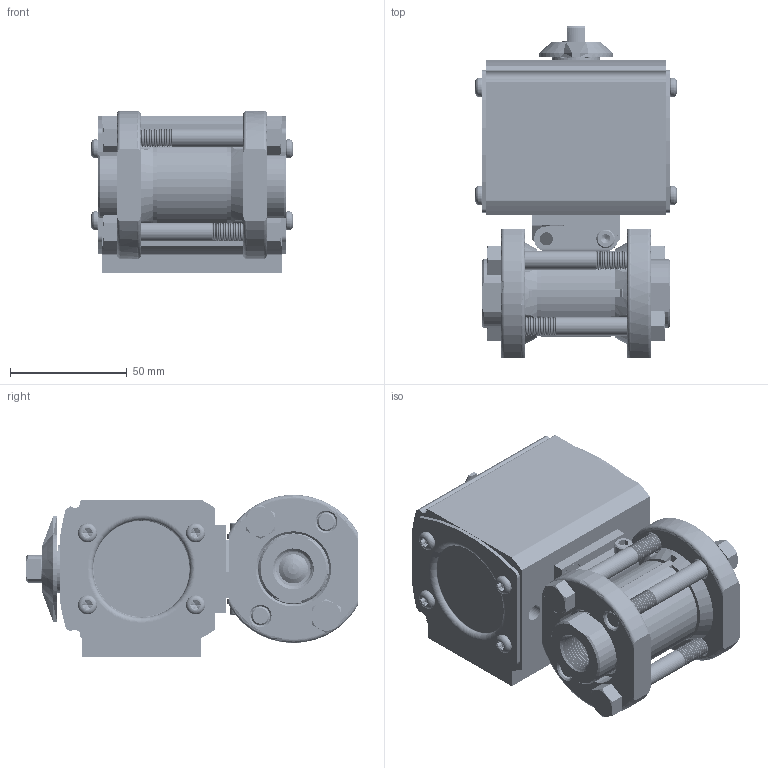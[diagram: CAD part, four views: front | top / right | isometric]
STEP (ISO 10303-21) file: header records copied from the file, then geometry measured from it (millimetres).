
FILE_DESCRIPTION (( 'STEP AP203' ), '1' );
FILE_NAME ('27XXSEFA512D.step', '2018-09-05T12:27:42', ( '' ), ( '' ), 'SwSTEP 2.0', 'SolidWorks 2018', '' );
FILE_SCHEMA (( 'CONFIG_CONTROL_DESIGN' ));
Products named in the file (1): 27XXSEFA512D
Bounding box: 86.49 x 142.33 x 69.6 mm (x, y, z)
Volume: 357467.9 mm3; surface area: 139616 mm2
Topology: 36 solids, 36 shells, 3017 faces, 8273 edges, 5343 vertices
Faces by surface type: cylinder 1467, cone 874, plane 476, torus 116, bspline 82, sphere 2
Entity records: 133473 total; most frequent: CARTESIAN_POINT 60193, ORIENTED_EDGE 16294, DIRECTION 14895, EDGE_CURVE 8147, AXIS2_PLACEMENT_3D 5968, VERTEX_POINT 5339, EDGE_LOOP 3252, CIRCLE 3032
